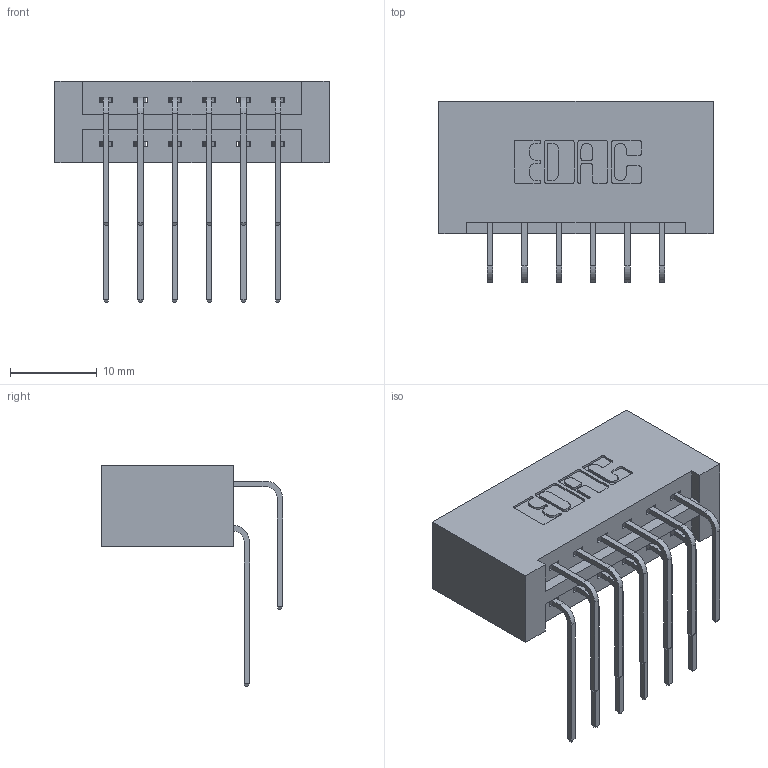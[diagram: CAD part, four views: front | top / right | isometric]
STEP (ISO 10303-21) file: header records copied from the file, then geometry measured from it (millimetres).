
FILE_DESCRIPTION (( 'STEP AP203' ), '1' );
FILE_NAME ('337-012-559-201.STEP', '2018-08-04T05:42:55', ( '' ), ( '' ), 'SwSTEP 2.0', 'SolidWorks 2016', '' );
FILE_SCHEMA (( 'CONFIG_CONTROL_DESIGN' ));
Length unit declared in the file: inch
Products named in the file (4): 337 Part_No Mounting Lugs; 345-292-001_558 559 Tail - 1; 345-292-001_559 Tail - 2; 337-012-559-201
Assembly tree (13 placements, depth 2):
  337-012-559-201
    337 Part_No Mounting Lugs
    345-292-001_558 559 Tail - 1  x6
    345-292-001_559 Tail - 2  x6
Bounding box: 31.65 x 20.9 x 25.53 mm (x, y, z)
Volume: 3686.1 mm3; surface area: 4221.2 mm2
Topology: 13 solids, 13 shells, 778 faces, 2291 edges, 1510 vertices
Faces by surface type: plane 546, cylinder 232
Entity records: 10815 total; most frequent: CARTESIAN_POINT 1897, ORIENTED_EDGE 1782, DIRECTION 1655, EDGE_CURVE 891, LINE 731, VECTOR 731, VERTEX_POINT 590, AXIS2_PLACEMENT_3D 462
